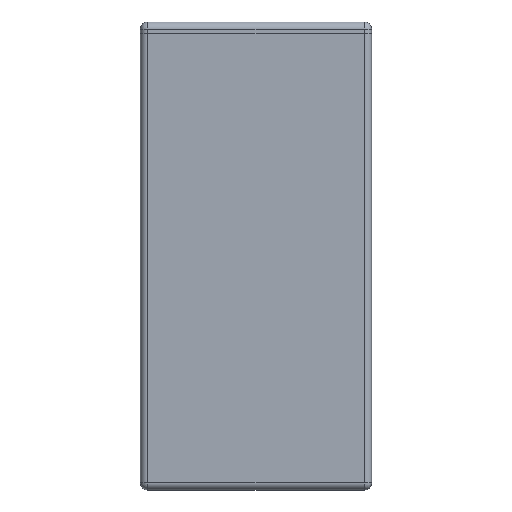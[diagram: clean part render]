
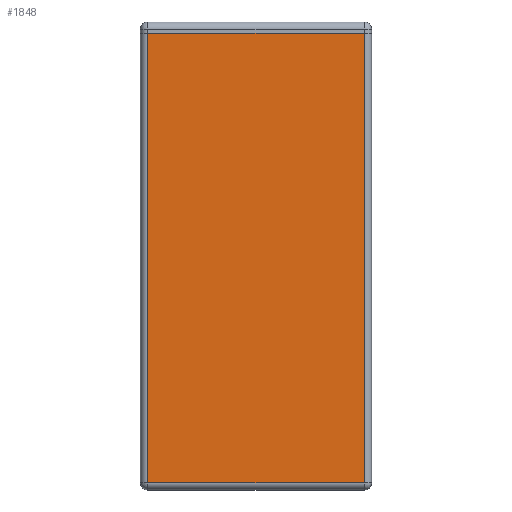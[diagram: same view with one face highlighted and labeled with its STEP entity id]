
A CAD part, front view. The second image highlights one B-rep face of the part: STEP entity #1848.
In plain terms, the highlighted planar face has unit normal (0, -1, 0).
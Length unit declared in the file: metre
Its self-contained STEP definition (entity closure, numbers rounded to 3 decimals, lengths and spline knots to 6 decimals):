
#140=ORIENTED_EDGE('',*,*,#684,.T.);
#141=ORIENTED_EDGE('',*,*,#685,.T.);
#142=ORIENTED_EDGE('',*,*,#686,.T.);
#143=ORIENTED_EDGE('',*,*,#687,.T.);
#684=EDGE_CURVE('',#954,#955,#1130,.T.);
#685=EDGE_CURVE('',#955,#956,#1131,.T.);
#686=EDGE_CURVE('',#956,#957,#1132,.F.);
#687=EDGE_CURVE('',#957,#954,#1133,.F.);
#954=VERTEX_POINT('',#2744);
#955=VERTEX_POINT('',#2745);
#956=VERTEX_POINT('',#2747);
#957=VERTEX_POINT('',#2749);
#1130=LINE('',#2743,#1360);
#1131=LINE('',#2746,#1361);
#1132=LINE('',#2748,#1362);
#1133=LINE('',#2750,#1363);
#1360=VECTOR('',#2182,1.);
#1361=VECTOR('',#2183,1.);
#1362=VECTOR('',#2184,1.);
#1363=VECTOR('',#2185,1.);
#1559=EDGE_LOOP('',(#140,#141,#142,#143));
#1667=FACE_BOUND('',#1559,.T.);
#1773=PLANE('',#1980);
#1848=ADVANCED_FACE('',(#1667),#1773,.T.);
#1980=AXIS2_PLACEMENT_3D('',#2742,#2180,#2181);
#2180=DIRECTION('',(0.,-1.,0.));
#2181=DIRECTION('',(0.,0.,-1.));
#2182=DIRECTION('',(-1.,0.,0.));
#2183=DIRECTION('',(0.,0.,-1.));
#2184=DIRECTION('',(-1.,0.,0.));
#2185=DIRECTION('',(0.,0.,-1.));
#2742=CARTESIAN_POINT('',(0.,-0.0081,0.062));
#2743=CARTESIAN_POINT('',(0.,-0.0081,0.062));
#2744=CARTESIAN_POINT('',(0.0151,-0.0081,0.062));
#2745=CARTESIAN_POINT('',(-0.0151,-0.0081,0.062));
#2746=CARTESIAN_POINT('',(-0.0151,-0.0081,-0.0016));
#2747=CARTESIAN_POINT('',(-0.0151,-0.0081,-0.0006));
#2748=CARTESIAN_POINT('',(0.0161,-0.0081,-0.0006));
#2749=CARTESIAN_POINT('',(0.0151,-0.0081,-0.0006));
#2750=CARTESIAN_POINT('',(0.0151,-0.0081,0.062));
